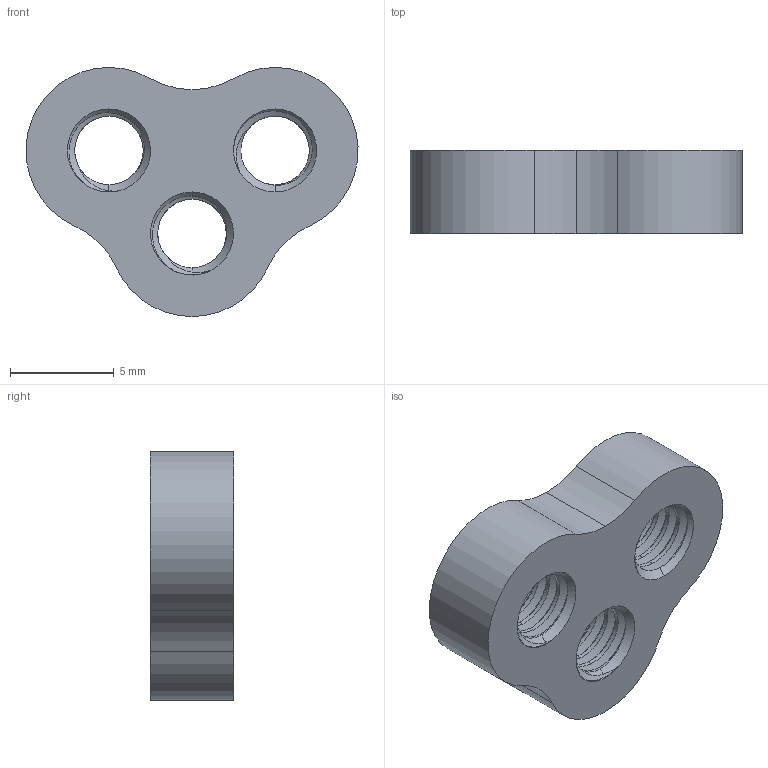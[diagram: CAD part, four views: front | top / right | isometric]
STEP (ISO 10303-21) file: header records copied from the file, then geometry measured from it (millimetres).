
FILE_DESCRIPTION (( 'STEP AP203' ), '1' );
FILE_NAME ('1513-0001-0004.STEP', '2018-10-11T19:13:31', ( '' ), ( '' ), 'SwSTEP 2.0', 'SolidWorks 2016', '' );
FILE_SCHEMA (( 'CONFIG_CONTROL_DESIGN' ));
Length unit declared in the file: millimetre
Products named in the file (1): 1513-0001-0004
Bounding box: 15.99 x 4 x 12 mm (x, y, z)
Volume: 421.1 mm3; surface area: 592.8 mm2
Topology: 1 solids, 1 shells, 105 faces, 294 edges, 191 vertices
Faces by surface type: cylinder 79, cone 18, bspline 6, plane 2
Entity records: 10758 total; most frequent: CARTESIAN_POINT 8408, ORIENTED_EDGE 588, DIRECTION 381, EDGE_CURVE 294, VERTEX_POINT 191, AXIS2_PLACEMENT_3D 148, EDGE_LOOP 111, FACE_OUTER_BOUND 105
